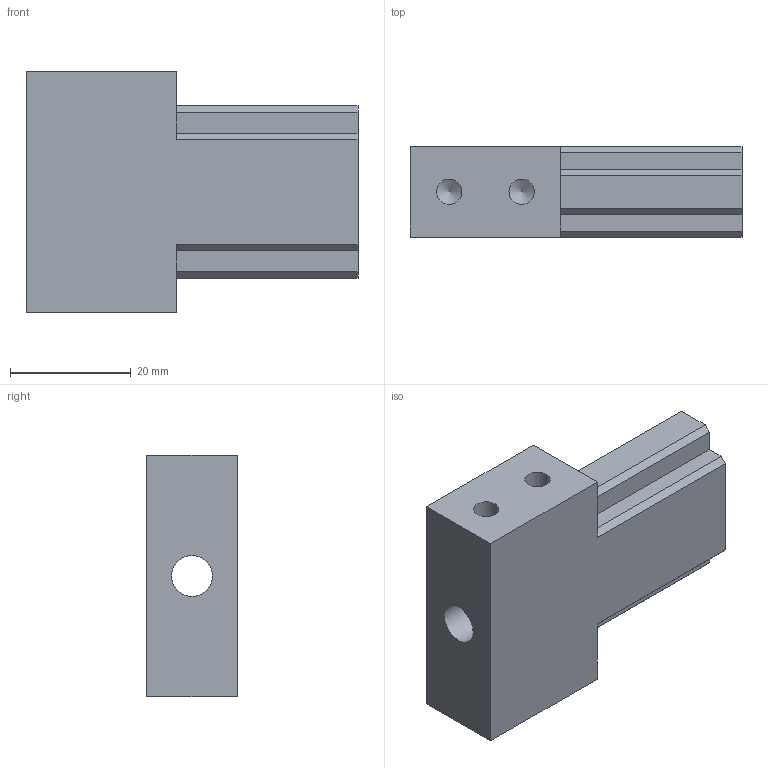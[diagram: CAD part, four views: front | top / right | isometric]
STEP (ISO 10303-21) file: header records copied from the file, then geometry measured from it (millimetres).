
FILE_DESCRIPTION(('FreeCAD Model'),'2;1');
FILE_NAME('Open CASCADE Shape Model','2024-12-23T15:25:27',(''),(''), 'Open CASCADE STEP processor 7.6','FreeCAD','Unknown');
FILE_SCHEMA(('AUTOMOTIVE_DESIGN { 1 0 10303 214 1 1 1 1 }'));
Length unit declared in the file: millimetre
Products named in the file (1): base v2 2
Bounding box: 55 x 15 x 40 mm (x, y, z)
Volume: 23326.8 mm3; surface area: 7847.6 mm2
Topology: 1 solids, 1 shells, 35 faces, 99 edges, 66 vertices
Faces by surface type: plane 26, cylinder 5, cone 4
Full cylindrical faces by diameter (mm): 4.2 x4, 6.8 x1
Entity records: 1131 total; most frequent: CARTESIAN_POINT 197, ORIENTED_EDGE 190, DIRECTION 177, EDGE_CURVE 95, LINE 85, VECTOR 85, VERTEX_POINT 66, AXIS2_PLACEMENT_3D 46
